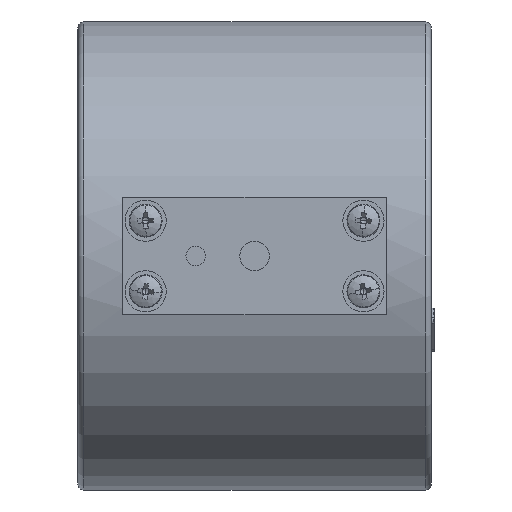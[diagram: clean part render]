
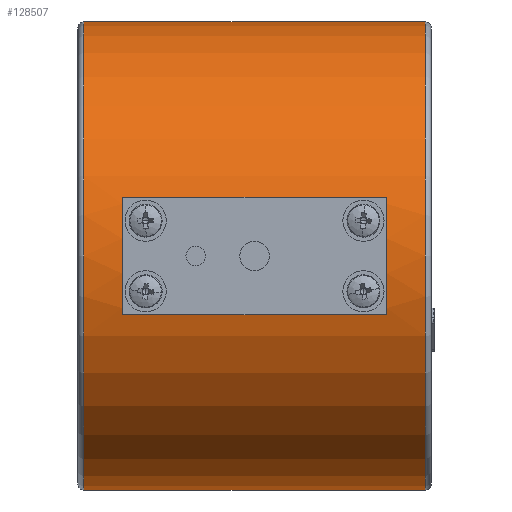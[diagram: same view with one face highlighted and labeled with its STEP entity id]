
A CAD part, front view. The second image highlights one B-rep face of the part: STEP entity #128507.
In plain terms, the highlighted cylindrical face has radius 39.75 mm (diameter 79.5 mm), a partial arc.
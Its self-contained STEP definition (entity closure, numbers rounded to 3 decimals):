
#6472 = DIRECTION ( 'NONE',  ( -1., 0., 0. ) ) ;
#6474 = CARTESIAN_POINT ( 'NONE',  ( -29.089, 0., 39.75 ) ) ;
#6477 = CARTESIAN_POINT ( 'NONE',  ( 52.5, 0., 0. ) ) ;
#6478 = DIRECTION ( 'NONE',  ( 1., 0., 0. ) ) ;
#6480 = DIRECTION ( 'NONE',  ( 0., 0., -1. ) ) ;
#6483 = CARTESIAN_POINT ( 'NONE',  ( 52.5, -38.75, -8.86 ) ) ;
#6490 = DIRECTION ( 'NONE',  ( -1., 0., 0. ) ) ;
#6492 = DIRECTION ( 'NONE',  ( -1., 0., 0. ) ) ;
#6500 = CARTESIAN_POINT ( 'NONE',  ( -29.089, 0., -39.75 ) ) ;
#6523 = CARTESIAN_POINT ( 'NONE',  ( 52.5, -38.75, 8.86 ) ) ;
#6526 = DIRECTION ( 'NONE',  ( -1., 0., 0. ) ) ;
#6533 = CARTESIAN_POINT ( 'NONE',  ( 59., 0., 0. ) ) ;
#6534 = DIRECTION ( 'NONE',  ( -1., 0., 0. ) ) ;
#6536 = DIRECTION ( 'NONE',  ( 0., 0., 1. ) ) ;
#10932 = ORIENTED_EDGE ( 'NONE', *, *, #92893, .T. ) ;
#10934 = ORIENTED_EDGE ( 'NONE', *, *, #92904, .T. ) ;
#10944 = ORIENTED_EDGE ( 'NONE', *, *, #92906, .F. ) ;
#27939 = FACE_OUTER_BOUND ( 'NONE', #129596, .T. ) ;
#27944 = FACE_BOUND ( 'NONE', #129587, .T. ) ;
#27946 = CYLINDRICAL_SURFACE ( 'NONE', #34833, 39.75 ) ;
#32628 = CARTESIAN_POINT ( 'NONE',  ( 7.5, -38.75, -8.86 ) ) ;
#34289 = CARTESIAN_POINT ( 'NONE',  ( 1., 0., -39.75 ) ) ;
#34295 = CARTESIAN_POINT ( 'NONE',  ( 52.5, -38.75, -8.86 ) ) ;
#34664 = CARTESIAN_POINT ( 'NONE',  ( 1., 0., 39.75 ) ) ;
#34735 = CARTESIAN_POINT ( 'NONE',  ( 59., 0., -39.75 ) ) ;
#34751 = CARTESIAN_POINT ( 'NONE',  ( 59., 0., 39.75 ) ) ;
#34808 = CARTESIAN_POINT ( 'NONE',  ( 7.5, -38.75, 8.86 ) ) ;
#34814 = CARTESIAN_POINT ( 'NONE',  ( 52.5, -38.75, 8.86 ) ) ;
#34833 = AXIS2_PLACEMENT_3D ( 'NONE', #70569, #70572, #70567 ) ;
#68797 = AXIS2_PLACEMENT_3D ( 'NONE', #103090, #103093, #103095 ) ;
#68800 = AXIS2_PLACEMENT_3D ( 'NONE', #103247, #103249, #103252 ) ;
#70567 = DIRECTION ( 'NONE',  ( 0., 0., 1. ) ) ;
#70569 = CARTESIAN_POINT ( 'NONE',  ( -29.089, 0., 0. ) ) ;
#70572 = DIRECTION ( 'NONE',  ( -1., 0., 0. ) ) ;
#81100 = CIRCLE ( 'NONE', #68797, 39.75 ) ;
#81147 = CIRCLE ( 'NONE', #68800, 39.75 ) ;
#92888 = EDGE_CURVE ( 'NONE', #137978, #130608, #98284, .T. ) ;
#92893 = EDGE_CURVE ( 'NONE', #137868, #137715, #98280, .T. ) ;
#92895 = EDGE_CURVE ( 'NONE', #130608, #130526, #98282, .T. ) ;
#92902 = EDGE_CURVE ( 'NONE', #137978, #137967, #98289, .T. ) ;
#92904 = EDGE_CURVE ( 'NONE', #137835, #137868, #98291, .T. ) ;
#92906 = EDGE_CURVE ( 'NONE', #137835, #130602, #98292, .T. ) ;
#98280 = LINE ( 'NONE', #6474, #98286 ) ;
#98282 = LINE ( 'NONE', #6483, #98288 ) ;
#98284 = CIRCLE ( 'NONE', #134127, 39.75 ) ;
#98285 = VECTOR ( 'NONE', #6526, 1000. ) ;
#98286 = VECTOR ( 'NONE', #6472, 1000. ) ;
#98288 = VECTOR ( 'NONE', #6492, 1000. ) ;
#98289 = LINE ( 'NONE', #6523, #98285 ) ;
#98291 = CIRCLE ( 'NONE', #134133, 39.75 ) ;
#98292 = LINE ( 'NONE', #6500, #98294 ) ;
#98294 = VECTOR ( 'NONE', #6490, 1000. ) ;
#103090 = CARTESIAN_POINT ( 'NONE',  ( 1., 0., 0. ) ) ;
#103093 = DIRECTION ( 'NONE',  ( -1., 0., 0. ) ) ;
#103095 = DIRECTION ( 'NONE',  ( 0., 0., 1. ) ) ;
#103247 = CARTESIAN_POINT ( 'NONE',  ( 7.5, 0., 0. ) ) ;
#103249 = DIRECTION ( 'NONE',  ( 1., 0., 0. ) ) ;
#103252 = DIRECTION ( 'NONE',  ( 0., 0., -1. ) ) ;
#128507 = ADVANCED_FACE ( 'NONE', ( #27939, #27944 ), #27946, .T. ) ;
#129587 = EDGE_LOOP ( 'NONE', ( #146292, #146291, #146290, #146289 ) ) ;
#129596 = EDGE_LOOP ( 'NONE', ( #10944, #10934, #10932, #146069 ) ) ;
#130526 = VERTEX_POINT ( 'NONE', #32628 ) ;
#130602 = VERTEX_POINT ( 'NONE', #34289 ) ;
#130608 = VERTEX_POINT ( 'NONE', #34295 ) ;
#134127 = AXIS2_PLACEMENT_3D ( 'NONE', #6477, #6478, #6480 ) ;
#134133 = AXIS2_PLACEMENT_3D ( 'NONE', #6533, #6534, #6536 ) ;
#137715 = VERTEX_POINT ( 'NONE', #34664 ) ;
#137835 = VERTEX_POINT ( 'NONE', #34735 ) ;
#137868 = VERTEX_POINT ( 'NONE', #34751 ) ;
#137967 = VERTEX_POINT ( 'NONE', #34808 ) ;
#137978 = VERTEX_POINT ( 'NONE', #34814 ) ;
#144839 = EDGE_CURVE ( 'NONE', #130602, #137715, #81100, .T. ) ;
#144867 = EDGE_CURVE ( 'NONE', #137967, #130526, #81147, .T. ) ;
#146069 = ORIENTED_EDGE ( 'NONE', *, *, #144839, .F. ) ;
#146289 = ORIENTED_EDGE ( 'NONE', *, *, #144867, .F. ) ;
#146290 = ORIENTED_EDGE ( 'NONE', *, *, #92895, .T. ) ;
#146291 = ORIENTED_EDGE ( 'NONE', *, *, #92888, .T. ) ;
#146292 = ORIENTED_EDGE ( 'NONE', *, *, #92902, .F. ) ;
